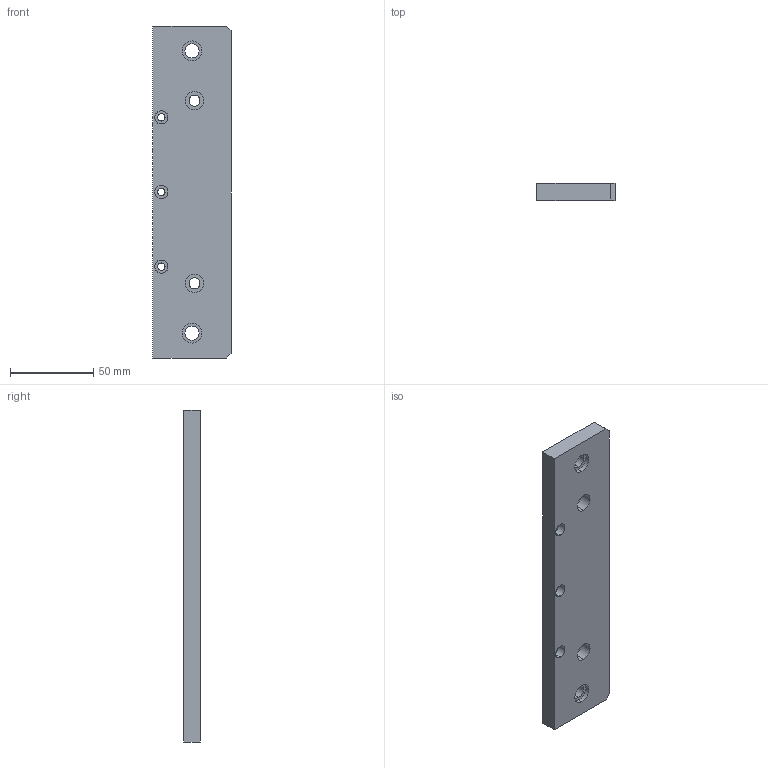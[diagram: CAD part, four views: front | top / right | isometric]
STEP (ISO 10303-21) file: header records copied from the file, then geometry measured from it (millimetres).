
FILE_DESCRIPTION (( 'STEP AP203' ), '1' );
FILE_NAME ('16-110_10_01_01-001_Platte.step', '2023-04-11T14:41:55', ( '' ), ( '' ), 'SwSTEP 2.0', 'SolidWorks 2022', '' );
FILE_SCHEMA (( 'CONFIG_CONTROL_DESIGN' ));
Length unit declared in the file: millimetre
Products named in the file (1): 16-110_10_01_01-001_Platte
Bounding box: 47 x 10 x 200 mm (x, y, z)
Volume: 89868.4 mm3; surface area: 25042.9 mm2
Topology: 1 solids, 1 shells, 49 faces, 114 edges, 76 vertices
Faces by surface type: cylinder 32, plane 17
Entity records: 1537 total; most frequent: DIRECTION 278, CARTESIAN_POINT 240, ORIENTED_EDGE 228, AXIS2_PLACEMENT_3D 114, EDGE_CURVE 114, VERTEX_POINT 76, EDGE_LOOP 72, CIRCLE 64
